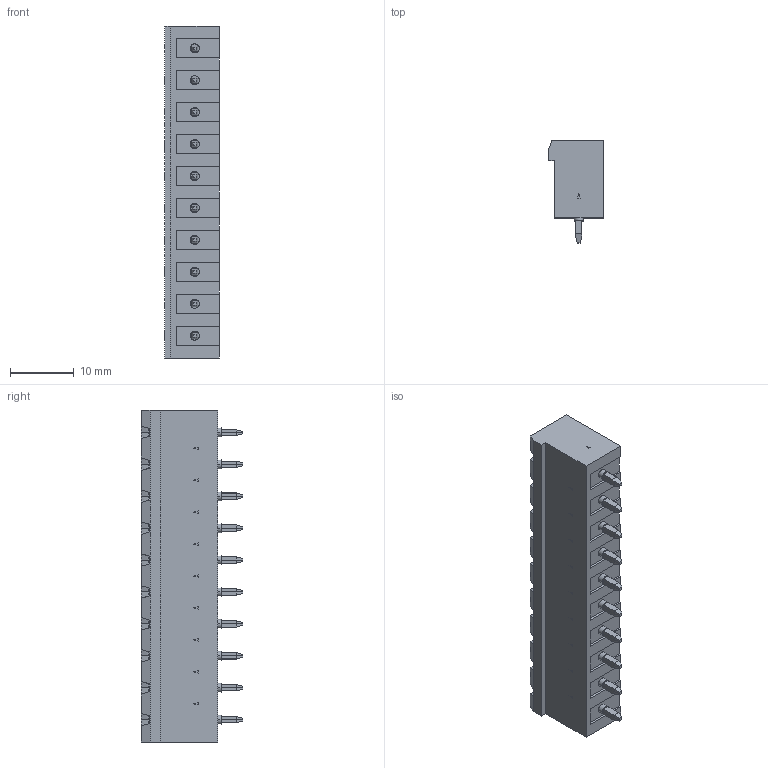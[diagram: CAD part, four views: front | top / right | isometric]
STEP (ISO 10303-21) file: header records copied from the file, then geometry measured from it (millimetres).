
FILE_DESCRIPTION(('SolidDesigner STEP Export'),'1');
FILE_NAME('mstbva_2.5-10-g.stp','2000-11-08T 8:33:51',(''),(''), 'SolidDesigner STEP processor Version: 7.0(Mar 1999)for AP214(CD)(Solid Model)', 'CoCreate SolidDesigner: 08.01 19-Jun-2000(C) CoCreate Software GmbH','');
FILE_SCHEMA(('AUTOMOTIVE_DESIGN_CC2 {1 2 10303 214 -1 1 5 1}'));
Length unit declared in the file: millimetre
Products named in the file (2): mstbva_2.5-10-g
Assembly tree (1 placements, depth 2):
  mstbva_2.5-10-g
    mstbva_2.5-10-g
Bounding box: 8.6 x 15.9 x 52 mm (x, y, z)
Volume: 2602.3 mm3; surface area: 3733.9 mm2
Topology: 1 solids, 1 shells, 1070 faces, 2361 edges, 1345 vertices
Faces by surface type: plane 967, cylinder 83, cone 20
Entity records: 32803 total; most frequent: ORIENTED_EDGE 4722, CARTESIAN_POINT 4075, DIRECTION 3403, EDGE_CURVE 2361, VECTOR 1537, LINE 1537, VERTEX_POINT 1345, EDGE_LOOP 1122
